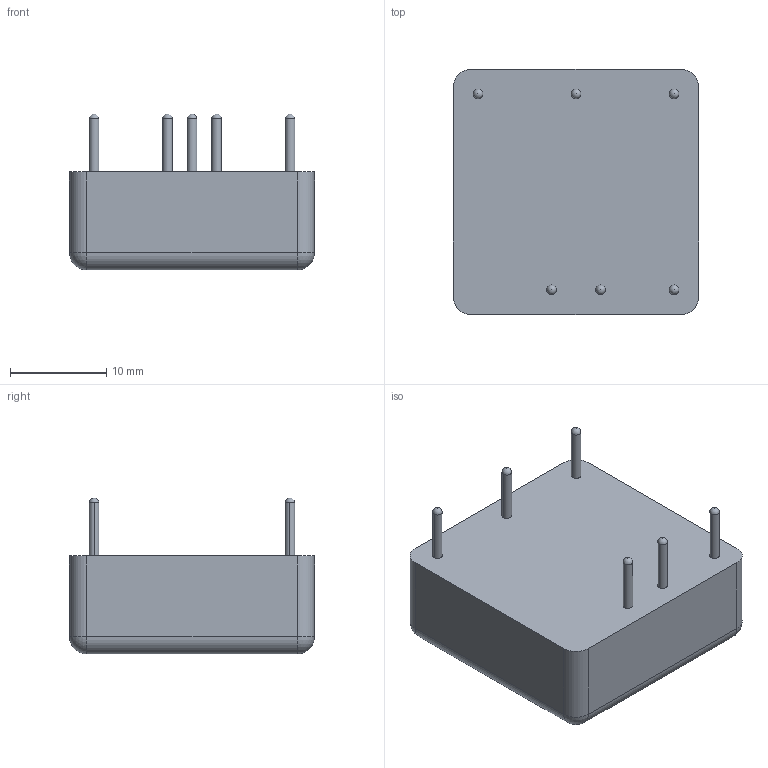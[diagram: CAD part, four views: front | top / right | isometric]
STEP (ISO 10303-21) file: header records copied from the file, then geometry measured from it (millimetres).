
FILE_DESCRIPTION (( 'STEP AP214' ), '1' );
FILE_NAME ('thl25wi.STEP', '2016-02-22T15:10:23', ( '' ), ( '' ), 'SwSTEP 2.0', 'SolidWorks 2013', '' );
FILE_SCHEMA (( 'AUTOMOTIVE_DESIGN' ));
Length unit declared in the file: millimetre
Products named in the file (2): Converter; thl25wi
Assembly tree (1 placements, depth 2):
  thl25wi
    Converter
Bounding box: 25.4 x 25.4 x 16.16 mm (x, y, z)
Volume: 6487.3 mm3; surface area: 2316.5 mm2
Topology: 1 solids, 1 shells, 36 faces, 94 edges, 56 vertices
Faces by surface type: cylinder 20, sphere 10, plane 6
Entity records: 1006 total; most frequent: DIRECTION 192, CARTESIAN_POINT 156, ORIENTED_EDGE 144, AXIS2_PLACEMENT_3D 80, EDGE_CURVE 72, VERTEX_POINT 44, EDGE_LOOP 42, CIRCLE 40
